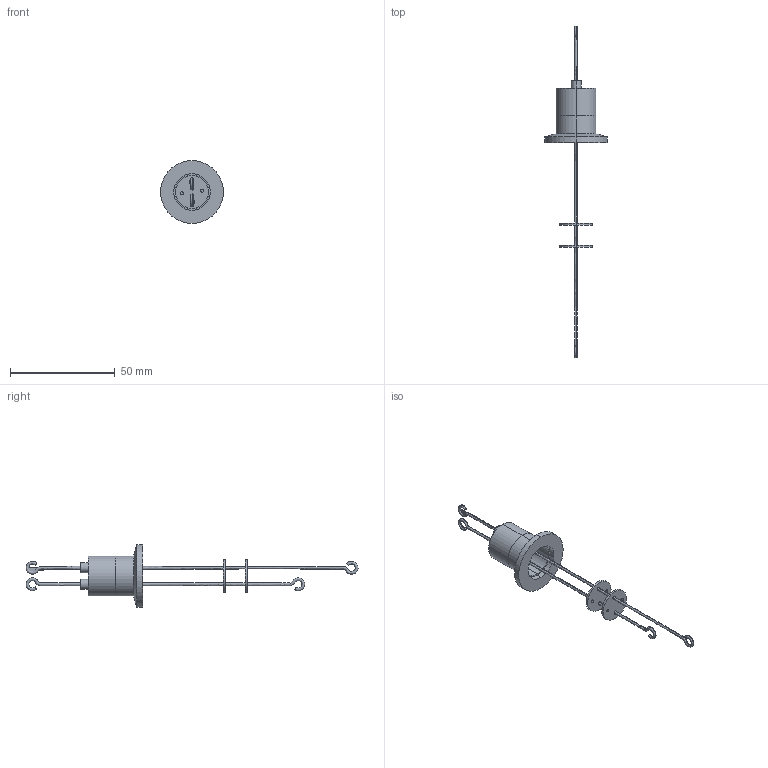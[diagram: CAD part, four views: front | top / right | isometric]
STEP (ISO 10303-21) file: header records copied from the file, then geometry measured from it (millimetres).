
FILE_DESCRIPTION (( 'STEP AP203' ), '1' );
FILE_NAME ('A0400-3-QF.STEP', '2013-03-27T12:56:49', ( '' ), ( '' ), 'SwSTEP 2.0', 'SolidWorks 2012', '' );
FILE_SCHEMA (( 'CONFIG_CONTROL_DESIGN' ));
Length unit declared in the file: inch
Products named in the file (1): A0400-3-QF
Bounding box: 29.97 x 158.29 x 29.97 mm (x, y, z)
Volume: 4606.6 mm3; surface area: 7231.1 mm2
Topology: 1 solids, 1 shells, 108 faces, 285 edges, 190 vertices
Faces by surface type: cylinder 61, plane 24, cone 10, bspline 9, torus 4
Entity records: 11577 total; most frequent: CARTESIAN_POINT 8825, ORIENTED_EDGE 570, DIRECTION 548, EDGE_CURVE 285, AXIS2_PLACEMENT_3D 242, VERTEX_POINT 190, EDGE_LOOP 143, CIRCLE 142
